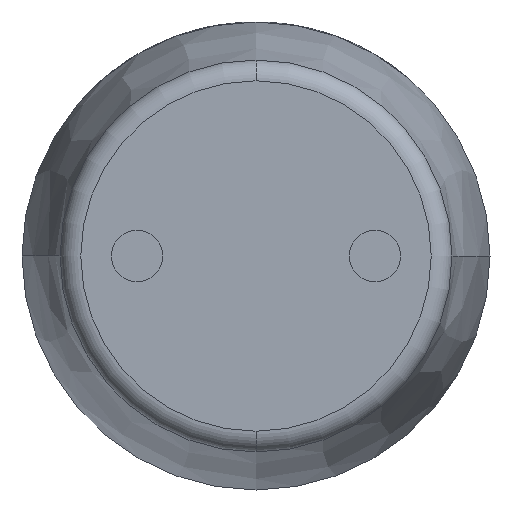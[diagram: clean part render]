
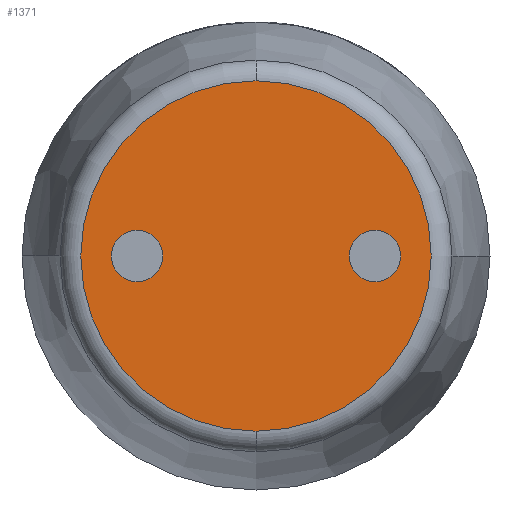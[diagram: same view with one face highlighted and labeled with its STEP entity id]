
A CAD part, front view. The second image highlights one B-rep face of the part: STEP entity #1371.
In plain terms, the highlighted planar face has unit normal (0, -1, 0).
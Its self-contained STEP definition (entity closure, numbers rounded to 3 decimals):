
#26 = CARTESIAN_POINT ( 'NONE',  ( 1.27, 0., 0.275 ) ) ;
#67 = CARTESIAN_POINT ( 'NONE',  ( 0., 0., -1.872 ) ) ;
#70 = CIRCLE ( 'NONE', #3223, 0.275 ) ;
#196 = VERTEX_POINT ( 'NONE', #2513 ) ;
#199 = AXIS2_PLACEMENT_3D ( 'NONE', #3705, #2295, #305 ) ;
#300 = PLANE ( 'NONE',  #2016 ) ;
#305 = DIRECTION ( 'NONE',  ( 0., 0., -1. ) ) ;
#379 = EDGE_LOOP ( 'NONE', ( #3188, #3275 ) ) ;
#614 = DIRECTION ( 'NONE',  ( 0., 0., 1. ) ) ;
#644 = VERTEX_POINT ( 'NONE', #26 ) ;
#944 = FACE_BOUND ( 'NONE', #2726, .T. ) ;
#1015 = AXIS2_PLACEMENT_3D ( 'NONE', #1905, #2190, #1067 ) ;
#1067 = DIRECTION ( 'NONE',  ( 0., 0., 1. ) ) ;
#1144 = CARTESIAN_POINT ( 'NONE',  ( -1.27, 0., 0. ) ) ;
#1209 = EDGE_LOOP ( 'NONE', ( #2066, #3095 ) ) ;
#1235 = VERTEX_POINT ( 'NONE', #2265 ) ;
#1251 = ORIENTED_EDGE ( 'NONE', *, *, #1370, .F. ) ;
#1333 = CIRCLE ( 'NONE', #199, 0.275 ) ;
#1370 = EDGE_CURVE ( 'NONE', #196, #2584, #70, .T. ) ;
#1371 = ADVANCED_FACE ( 'NONE', ( #1487, #2358, #944 ), #300, .F. ) ;
#1386 = CARTESIAN_POINT ( 'NONE',  ( 1.27, 0., 0. ) ) ;
#1430 = DIRECTION ( 'NONE',  ( 0., 0., 1. ) ) ;
#1432 = DIRECTION ( 'NONE',  ( 0., -1., 0. ) ) ;
#1487 = FACE_OUTER_BOUND ( 'NONE', #379, .T. ) ;
#1659 = EDGE_CURVE ( 'NONE', #2584, #196, #2956, .T. ) ;
#1745 = AXIS2_PLACEMENT_3D ( 'NONE', #3442, #1432, #2006 ) ;
#1810 = EDGE_CURVE ( 'NONE', #644, #1235, #1333, .T. ) ;
#1825 = EDGE_CURVE ( 'NONE', #2869, #2990, #3397, .T. ) ;
#1905 = CARTESIAN_POINT ( 'NONE',  ( -1.27, 0., 0. ) ) ;
#1951 = EDGE_CURVE ( 'NONE', #2990, #2869, #3129, .T. ) ;
#2006 = DIRECTION ( 'NONE',  ( 0., 0., 1. ) ) ;
#2016 = AXIS2_PLACEMENT_3D ( 'NONE', #2868, #2017, #614 ) ;
#2017 = DIRECTION ( 'NONE',  ( 0., 1., 0. ) ) ;
#2066 = ORIENTED_EDGE ( 'NONE', *, *, #1810, .T. ) ;
#2165 = CARTESIAN_POINT ( 'NONE',  ( 0., 0., 0. ) ) ;
#2190 = DIRECTION ( 'NONE',  ( 0., -1., 0. ) ) ;
#2265 = CARTESIAN_POINT ( 'NONE',  ( 1.27, 0., -0.275 ) ) ;
#2295 = DIRECTION ( 'NONE',  ( 0., 1., 0. ) ) ;
#2304 = DIRECTION ( 'NONE',  ( 0., -1., 0. ) ) ;
#2316 = DIRECTION ( 'NONE',  ( 0., -1., 0. ) ) ;
#2358 = FACE_BOUND ( 'NONE', #1209, .T. ) ;
#2513 = CARTESIAN_POINT ( 'NONE',  ( -1.27, 0., 0.275 ) ) ;
#2584 = VERTEX_POINT ( 'NONE', #2725 ) ;
#2587 = EDGE_CURVE ( 'NONE', #1235, #644, #2866, .T. ) ;
#2725 = CARTESIAN_POINT ( 'NONE',  ( -1.27, 0., -0.275 ) ) ;
#2726 = EDGE_LOOP ( 'NONE', ( #1251, #2986 ) ) ;
#2738 = DIRECTION ( 'NONE',  ( 0., 0., -1. ) ) ;
#2866 = CIRCLE ( 'NONE', #3203, 0.275 ) ;
#2868 = CARTESIAN_POINT ( 'NONE',  ( 0., 0., 0. ) ) ;
#2869 = VERTEX_POINT ( 'NONE', #3404 ) ;
#2881 = DIRECTION ( 'NONE',  ( 0., 0., 1. ) ) ;
#2956 = CIRCLE ( 'NONE', #1015, 0.275 ) ;
#2986 = ORIENTED_EDGE ( 'NONE', *, *, #1659, .F. ) ;
#2990 = VERTEX_POINT ( 'NONE', #67 ) ;
#3095 = ORIENTED_EDGE ( 'NONE', *, *, #2587, .T. ) ;
#3129 = CIRCLE ( 'NONE', #3641, 1.872 ) ;
#3188 = ORIENTED_EDGE ( 'NONE', *, *, #1951, .T. ) ;
#3203 = AXIS2_PLACEMENT_3D ( 'NONE', #1386, #3678, #2738 ) ;
#3223 = AXIS2_PLACEMENT_3D ( 'NONE', #1144, #2316, #1430 ) ;
#3275 = ORIENTED_EDGE ( 'NONE', *, *, #1825, .T. ) ;
#3397 = CIRCLE ( 'NONE', #1745, 1.872 ) ;
#3404 = CARTESIAN_POINT ( 'NONE',  ( 0., 0., 1.872 ) ) ;
#3442 = CARTESIAN_POINT ( 'NONE',  ( 0., 0., 0. ) ) ;
#3641 = AXIS2_PLACEMENT_3D ( 'NONE', #2165, #2304, #2881 ) ;
#3678 = DIRECTION ( 'NONE',  ( 0., 1., 0. ) ) ;
#3705 = CARTESIAN_POINT ( 'NONE',  ( 1.27, 0., 0. ) ) ;
